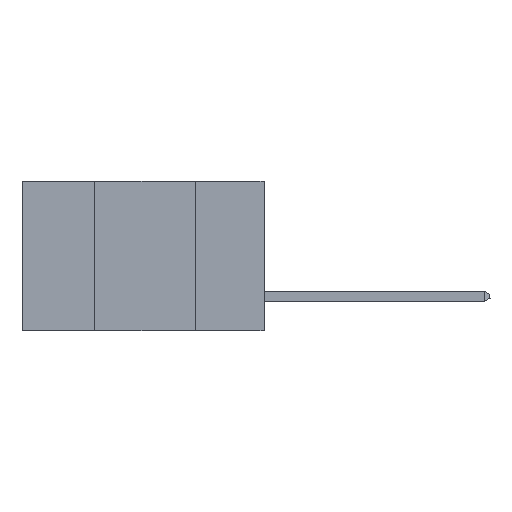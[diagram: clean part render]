
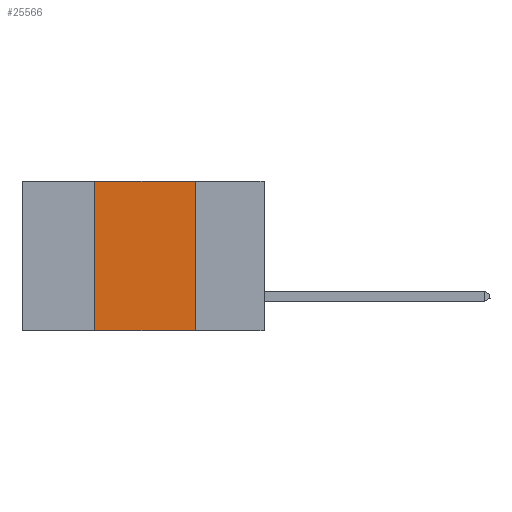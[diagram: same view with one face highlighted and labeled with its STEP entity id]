
A CAD part, left-side view. The second image highlights one B-rep face of the part: STEP entity #25566.
In plain terms, the highlighted planar face has unit normal (-1, 0, 0).
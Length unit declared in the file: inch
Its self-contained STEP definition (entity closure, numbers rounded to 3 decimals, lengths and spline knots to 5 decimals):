
#128 = ORIENTED_EDGE ( 'NONE', *, *, #24821, .F. ) ;
#2440 = DIRECTION ( 'NONE',  ( 0., 0., 1. ) ) ;
#3141 = FACE_OUTER_BOUND ( 'NONE', #17905, .T. ) ;
#4408 = VERTEX_POINT ( 'NONE', #19189 ) ;
#5944 = CARTESIAN_POINT ( 'NONE',  ( 0., 0.6, 0. ) ) ;
#6314 = LINE ( 'NONE', #27073, #7025 ) ;
#6963 = VERTEX_POINT ( 'NONE', #23511 ) ;
#7025 = VECTOR ( 'NONE', #22719, 39.37008 ) ;
#7187 = ORIENTED_EDGE ( 'NONE', *, *, #17172, .T. ) ;
#7863 = LINE ( 'NONE', #25996, #25331 ) ;
#8179 = VERTEX_POINT ( 'NONE', #16869 ) ;
#8231 = PLANE ( 'NONE',  #10275 ) ;
#9166 = VERTEX_POINT ( 'NONE', #13817 ) ;
#9795 = EDGE_CURVE ( 'NONE', #9166, #4408, #27042, .T. ) ;
#10035 = DIRECTION ( 'NONE',  ( 0., 0., -1. ) ) ;
#10275 = AXIS2_PLACEMENT_3D ( 'NONE', #5944, #24240, #10488 ) ;
#10488 = DIRECTION ( 'NONE',  ( 0., 0., -1. ) ) ;
#13817 = CARTESIAN_POINT ( 'NONE',  ( 0., 0.42, 0. ) ) ;
#14991 = VECTOR ( 'NONE', #27550, 39.37008 ) ;
#16123 = CARTESIAN_POINT ( 'NONE',  ( 0., 0.42, 0. ) ) ;
#16869 = CARTESIAN_POINT ( 'NONE',  ( 0., 0.42, -0.37 ) ) ;
#17172 = EDGE_CURVE ( 'NONE', #8179, #6963, #6314, .T. ) ;
#17905 = EDGE_LOOP ( 'NONE', ( #128, #21738, #20204, #7187 ) ) ;
#19189 = CARTESIAN_POINT ( 'NONE',  ( 0., 0.17, 0. ) ) ;
#20204 = ORIENTED_EDGE ( 'NONE', *, *, #23343, .F. ) ;
#21738 = ORIENTED_EDGE ( 'NONE', *, *, #9795, .F. ) ;
#21853 = VECTOR ( 'NONE', #2440, 39.37008 ) ;
#22719 = DIRECTION ( 'NONE',  ( 0., -1., 0. ) ) ;
#23343 = EDGE_CURVE ( 'NONE', #8179, #9166, #27059, .T. ) ;
#23511 = CARTESIAN_POINT ( 'NONE',  ( 0., 0.17, -0.37 ) ) ;
#24240 = DIRECTION ( 'NONE',  ( 1., 0., 0. ) ) ;
#24821 = EDGE_CURVE ( 'NONE', #4408, #6963, #7863, .T. ) ;
#25331 = VECTOR ( 'NONE', #10035, 39.37008 ) ;
#25566 = ADVANCED_FACE ( 'NONE', ( #3141 ), #8231, .F. ) ;
#25996 = CARTESIAN_POINT ( 'NONE',  ( 0., 0.17, 0. ) ) ;
#27042 = LINE ( 'NONE', #27646, #14991 ) ;
#27059 = LINE ( 'NONE', #16123, #21853 ) ;
#27073 = CARTESIAN_POINT ( 'NONE',  ( 0., 0.6, -0.37 ) ) ;
#27550 = DIRECTION ( 'NONE',  ( 0., -1., 0. ) ) ;
#27646 = CARTESIAN_POINT ( 'NONE',  ( 0., 0.6, 0. ) ) ;
